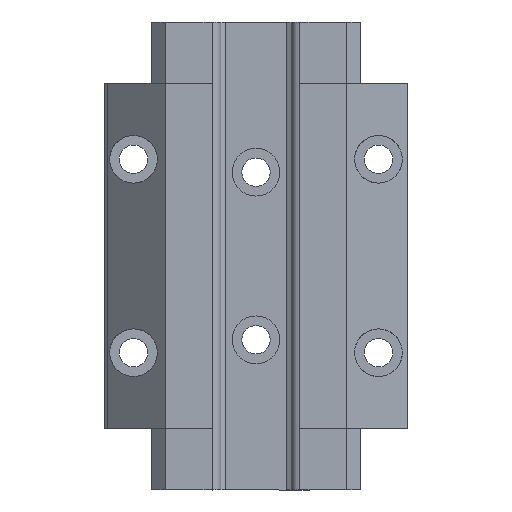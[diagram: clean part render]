
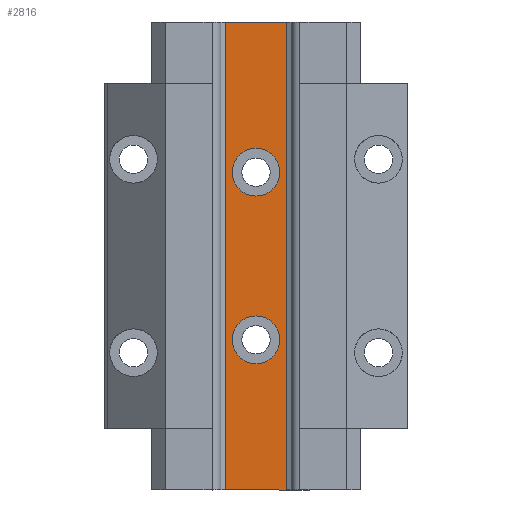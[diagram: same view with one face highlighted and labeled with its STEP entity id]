
A CAD part, front view. The second image highlights one B-rep face of the part: STEP entity #2816.
In plain terms, the highlighted planar face has unit normal (0, -1, 0).
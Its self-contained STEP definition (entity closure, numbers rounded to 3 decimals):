
#353 = VERTEX_POINT ( 'NONE', #4798 ) ;
#366 = VERTEX_POINT ( 'NONE', #4811 ) ;
#374 = VERTEX_POINT ( 'NONE', #4819 ) ;
#391 = VERTEX_POINT ( 'NONE', #4836 ) ;
#1207 = EDGE_LOOP ( 'NONE', ( #3663 ) ) ;
#1231 = EDGE_LOOP ( 'NONE', ( #3664 ) ) ;
#1232 = EDGE_LOOP ( 'NONE', ( #3665, #3666, #3667, #3668 ) ) ;
#1653 = EDGE_CURVE ( 'NONE', #374, #391, #4279, .T. ) ;
#2816 = ADVANCED_FACE ( 'NONE', ( #6292, #6291, #6295 ), #7153, .F. ) ;
#2839 = EDGE_CURVE ( 'NONE', #353, #374, #7664, .T. ) ;
#2841 = EDGE_CURVE ( 'NONE', #391, #366, #7668, .T. ) ;
#2842 = EDGE_CURVE ( 'NONE', #366, #353, #7653, .T. ) ;
#2844 = EDGE_CURVE ( 'NONE', #9366, #9366, #7675, .T. ) ;
#2845 = EDGE_CURVE ( 'NONE', #9368, #9368, #7677, .T. ) ;
#3085 = AXIS2_PLACEMENT_3D ( 'NONE', #7161, #7162, #7163 ) ;
#3091 = AXIS2_PLACEMENT_3D ( 'NONE', #7223, #7228, #7229 ) ;
#3093 = AXIS2_PLACEMENT_3D ( 'NONE', #7220, #7232, #7233 ) ;
#3663 = ORIENTED_EDGE ( 'NONE', *, *, #2845, .F. ) ;
#3664 = ORIENTED_EDGE ( 'NONE', *, *, #2844, .F. ) ;
#3665 = ORIENTED_EDGE ( 'NONE', *, *, #2842, .F. ) ;
#3666 = ORIENTED_EDGE ( 'NONE', *, *, #2841, .F. ) ;
#3667 = ORIENTED_EDGE ( 'NONE', *, *, #1653, .F. ) ;
#3668 = ORIENTED_EDGE ( 'NONE', *, *, #2839, .F. ) ;
#4279 = LINE ( 'NONE', #5135, #4288 ) ;
#4288 = VECTOR ( 'NONE', #5136, 1000. ) ;
#4798 = CARTESIAN_POINT ( 'NONE',  ( -7.136, -7.5, -36.3 ) ) ;
#4811 = CARTESIAN_POINT ( 'NONE',  ( 7.136, -7.5, -36.3 ) ) ;
#4819 = CARTESIAN_POINT ( 'NONE',  ( -7.136, -7.5, 36.3 ) ) ;
#4836 = CARTESIAN_POINT ( 'NONE',  ( 7.136, -7.5, 36.3 ) ) ;
#5135 = CARTESIAN_POINT ( 'NONE',  ( 7.136, -7.5, 36.3 ) ) ;
#5136 = DIRECTION ( 'NONE',  ( 1., 0., 0. ) ) ;
#6291 = FACE_BOUND ( 'NONE', #1231, .T. ) ;
#6292 = FACE_BOUND ( 'NONE', #1207, .T. ) ;
#6295 = FACE_OUTER_BOUND ( 'NONE', #1232, .T. ) ;
#7153 = PLANE ( 'NONE',  #3085 ) ;
#7161 = CARTESIAN_POINT ( 'NONE',  ( 7.136, -7.5, 43.56 ) ) ;
#7162 = DIRECTION ( 'NONE',  ( 0., 1., 0. ) ) ;
#7163 = DIRECTION ( 'NONE',  ( 0., 0., 1. ) ) ;
#7216 = CARTESIAN_POINT ( 'NONE',  ( -7.136, -7.5, 43.56 ) ) ;
#7217 = DIRECTION ( 'NONE',  ( 0., 0., 1. ) ) ;
#7218 = CARTESIAN_POINT ( 'NONE',  ( 7.136, -7.5, -36.3 ) ) ;
#7220 = CARTESIAN_POINT ( 'NONE',  ( 0., -7.5, -13. ) ) ;
#7221 = CARTESIAN_POINT ( 'NONE',  ( 7.136, -7.5, 43.56 ) ) ;
#7222 = DIRECTION ( 'NONE',  ( 0., 0., -1. ) ) ;
#7223 = CARTESIAN_POINT ( 'NONE',  ( 0., -7.5, 13. ) ) ;
#7224 = DIRECTION ( 'NONE',  ( -1., 0., 0. ) ) ;
#7228 = DIRECTION ( 'NONE',  ( 0., -1., 0. ) ) ;
#7229 = DIRECTION ( 'NONE',  ( 0., 0., 1. ) ) ;
#7232 = DIRECTION ( 'NONE',  ( 0., -1., 0. ) ) ;
#7233 = DIRECTION ( 'NONE',  ( 0., 0., 1. ) ) ;
#7653 = LINE ( 'NONE', #7218, #7670 ) ;
#7664 = LINE ( 'NONE', #7216, #7665 ) ;
#7665 = VECTOR ( 'NONE', #7217, 1000. ) ;
#7668 = LINE ( 'NONE', #7221, #7669 ) ;
#7669 = VECTOR ( 'NONE', #7222, 1000. ) ;
#7670 = VECTOR ( 'NONE', #7224, 1000. ) ;
#7675 = CIRCLE ( 'NONE', #3091, 3.7 ) ;
#7677 = CIRCLE ( 'NONE', #3093, 3.7 ) ;
#9366 = VERTEX_POINT ( 'NONE', #9367 ) ;
#9367 = CARTESIAN_POINT ( 'NONE',  ( 0., -7.5, 16.7 ) ) ;
#9368 = VERTEX_POINT ( 'NONE', #9369 ) ;
#9369 = CARTESIAN_POINT ( 'NONE',  ( 0., -7.5, -9.3 ) ) ;
